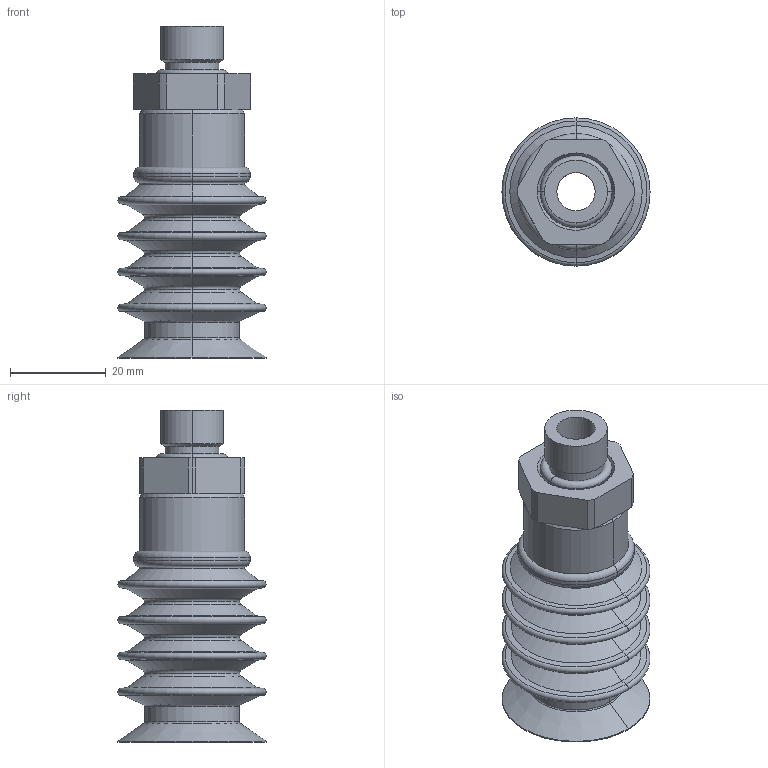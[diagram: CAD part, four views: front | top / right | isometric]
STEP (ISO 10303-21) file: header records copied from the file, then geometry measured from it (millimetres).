
FILE_DESCRIPTION (( 'STEP AP203' ), '1' );
FILE_NAME ('10.01.06.03521.step', '2021-04-14T12:33:12', ( '' ), ( '' ), 'SwSTEP 2.0', 'SolidWorks 2021', '' );
FILE_SCHEMA (( 'CONFIG_CONTROL_DESIGN' ));
Length unit declared in the file: millimetre
Products named in the file (1): 10.01.06.03521
Bounding box: 31 x 31 x 69.5 mm (x, y, z)
Volume: 18443.3 mm3; surface area: 14004.4 mm2
Topology: 3 solids, 3 shells, 159 faces, 347 edges, 200 vertices
Faces by surface type: cone 46, cylinder 39, torus 38, plane 36
Entity records: 4428 total; most frequent: DIRECTION 857, CARTESIAN_POINT 743, ORIENTED_EDGE 694, AXIS2_PLACEMENT_3D 362, EDGE_CURVE 347, CIRCLE 202, VERTEX_POINT 200, EDGE_LOOP 171
